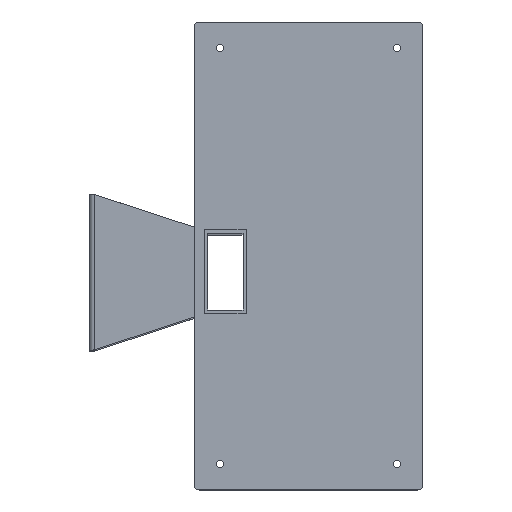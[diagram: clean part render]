
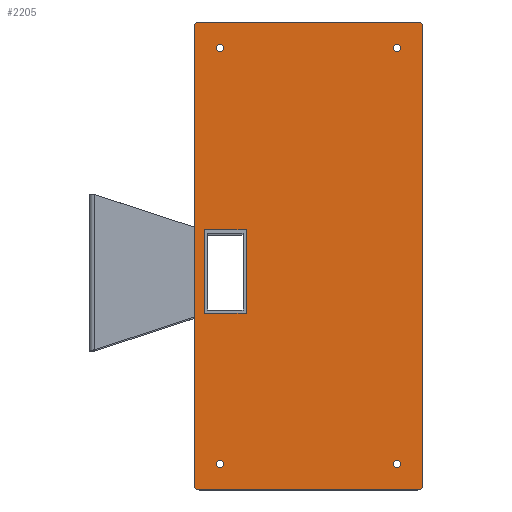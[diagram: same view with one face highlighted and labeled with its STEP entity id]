
A CAD part, top view. The second image highlights one B-rep face of the part: STEP entity #2205.
In plain terms, the highlighted planar face has unit normal (0, 0, 1).
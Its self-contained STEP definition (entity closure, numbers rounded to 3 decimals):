
#12 = CARTESIAN_POINT ( 'NONE',  ( -25., -210., 5. ) ) ;
#97 = CARTESIAN_POINT ( 'NONE',  ( -5., 215., 5. ) ) ;
#106 = EDGE_CURVE ( 'NONE', #1192, #844, #1538, .T. ) ;
#116 = CARTESIAN_POINT ( 'NONE',  ( 185., -210., 5. ) ) ;
#129 = EDGE_CURVE ( 'NONE', #1635, #1635, #800, .T. ) ;
#141 = EDGE_LOOP ( 'NONE', ( #1803 ) ) ;
#150 = VECTOR ( 'NONE', #2206, 1000. ) ;
#169 = DIRECTION ( 'NONE',  ( 0., 0., 1. ) ) ;
#196 = EDGE_CURVE ( 'NONE', #1416, #2187, #209, .T. ) ;
#207 = CARTESIAN_POINT ( 'NONE',  ( -5., -185., 5. ) ) ;
#209 = CIRCLE ( 'NONE', #1516, 5. ) ;
#233 = CARTESIAN_POINT ( 'NONE',  ( 20., 40., 5. ) ) ;
#243 = LINE ( 'NONE', #1839, #1789 ) ;
#246 = DIRECTION ( 'NONE',  ( -1., 0., 0. ) ) ;
#258 = DIRECTION ( 'NONE',  ( 0., 0., 1. ) ) ;
#265 = ORIENTED_EDGE ( 'NONE', *, *, #1102, .T. ) ;
#267 = EDGE_CURVE ( 'NONE', #1497, #1384, #1546, .T. ) ;
#282 = DIRECTION ( 'NONE',  ( 1., 0., 0. ) ) ;
#306 = ORIENTED_EDGE ( 'NONE', *, *, #598, .T. ) ;
#314 = DIRECTION ( 'NONE',  ( 0., 1., 0. ) ) ;
#342 = ORIENTED_EDGE ( 'NONE', *, *, #1179, .F. ) ;
#359 = EDGE_CURVE ( 'NONE', #1467, #1192, #1621, .T. ) ;
#364 = AXIS2_PLACEMENT_3D ( 'NONE', #97, #732, #2199 ) ;
#386 = DIRECTION ( 'NONE',  ( 1., 0., 0. ) ) ;
#395 = CARTESIAN_POINT ( 'NONE',  ( 185., 240., 5. ) ) ;
#404 = VERTEX_POINT ( 'NONE', #1145 ) ;
#430 = FACE_BOUND ( 'NONE', #1121, .T. ) ;
#431 = CARTESIAN_POINT ( 'NONE',  ( -25., 240., 5. ) ) ;
#436 = AXIS2_PLACEMENT_3D ( 'NONE', #2035, #1674, #1450 ) ;
#438 = CARTESIAN_POINT ( 'NONE',  ( 168.5, 215., 5. ) ) ;
#478 = CIRCLE ( 'NONE', #1670, 3.5 ) ;
#494 = CARTESIAN_POINT ( 'NONE',  ( 165., 215., 5. ) ) ;
#511 = LINE ( 'NONE', #1219, #1057 ) ;
#512 = ORIENTED_EDGE ( 'NONE', *, *, #668, .T. ) ;
#530 = AXIS2_PLACEMENT_3D ( 'NONE', #925, #169, #1879 ) ;
#538 = CARTESIAN_POINT ( 'NONE',  ( -30., -205., 5. ) ) ;
#548 = FACE_BOUND ( 'NONE', #141, .T. ) ;
#559 = VECTOR ( 'NONE', #386, 1000. ) ;
#598 = EDGE_CURVE ( 'NONE', #2187, #688, #511, .T. ) ;
#599 = CARTESIAN_POINT ( 'NONE',  ( -30., 235., 5. ) ) ;
#625 = CARTESIAN_POINT ( 'NONE',  ( -20., -40., 5. ) ) ;
#629 = CARTESIAN_POINT ( 'NONE',  ( 190., 235., 5. ) ) ;
#652 = DIRECTION ( 'NONE',  ( 0., 1., 0. ) ) ;
#655 = DIRECTION ( 'NONE',  ( 0., 0., 1. ) ) ;
#659 = LINE ( 'NONE', #1582, #2043 ) ;
#668 = EDGE_CURVE ( 'NONE', #1384, #1420, #678, .T. ) ;
#678 = CIRCLE ( 'NONE', #755, 5. ) ;
#679 = CIRCLE ( 'NONE', #530, 5. ) ;
#688 = VERTEX_POINT ( 'NONE', #431 ) ;
#732 = DIRECTION ( 'NONE',  ( 0., 0., 1. ) ) ;
#740 = VECTOR ( 'NONE', #1433, 1000. ) ;
#747 = ORIENTED_EDGE ( 'NONE', *, *, #129, .F. ) ;
#748 = FACE_BOUND ( 'NONE', #2005, .T. ) ;
#754 = CARTESIAN_POINT ( 'NONE',  ( 168.5, -185., 5. ) ) ;
#755 = AXIS2_PLACEMENT_3D ( 'NONE', #2029, #258, #2169 ) ;
#764 = EDGE_CURVE ( 'NONE', #688, #1497, #868, .T. ) ;
#787 = AXIS2_PLACEMENT_3D ( 'NONE', #494, #1207, #2232 ) ;
#800 = CIRCLE ( 'NONE', #1344, 3.5 ) ;
#815 = DIRECTION ( 'NONE',  ( 0., -1., 0. ) ) ;
#820 = EDGE_CURVE ( 'NONE', #2088, #1467, #243, .T. ) ;
#844 = VERTEX_POINT ( 'NONE', #1762 ) ;
#863 = DIRECTION ( 'NONE',  ( 1., 0., 0. ) ) ;
#865 = AXIS2_PLACEMENT_3D ( 'NONE', #1634, #1964, #863 ) ;
#868 = CIRCLE ( 'NONE', #436, 5. ) ;
#903 = DIRECTION ( 'NONE',  ( -1., 0., 0. ) ) ;
#925 = CARTESIAN_POINT ( 'NONE',  ( 185., -205., 5. ) ) ;
#933 = CIRCLE ( 'NONE', #364, 3.5 ) ;
#937 = CARTESIAN_POINT ( 'NONE',  ( -1.5, 215., 5. ) ) ;
#971 = ORIENTED_EDGE ( 'NONE', *, *, #196, .T. ) ;
#1017 = VERTEX_POINT ( 'NONE', #438 ) ;
#1052 = FACE_OUTER_BOUND ( 'NONE', #2078, .T. ) ;
#1057 = VECTOR ( 'NONE', #1818, 1000. ) ;
#1102 = EDGE_CURVE ( 'NONE', #1420, #2109, #1398, .T. ) ;
#1121 = EDGE_LOOP ( 'NONE', ( #1918 ) ) ;
#1124 = EDGE_CURVE ( 'NONE', #1154, #1154, #478, .T. ) ;
#1145 = CARTESIAN_POINT ( 'NONE',  ( 190., -205., 5. ) ) ;
#1146 = CARTESIAN_POINT ( 'NONE',  ( -30., -205., 5. ) ) ;
#1154 = VERTEX_POINT ( 'NONE', #1857 ) ;
#1172 = CARTESIAN_POINT ( 'NONE',  ( -25., -210., 5. ) ) ;
#1179 = EDGE_CURVE ( 'NONE', #844, #2088, #659, .T. ) ;
#1186 = CARTESIAN_POINT ( 'NONE',  ( -20., -40., 5. ) ) ;
#1192 = VERTEX_POINT ( 'NONE', #1584 ) ;
#1207 = DIRECTION ( 'NONE',  ( 0., 0., 1. ) ) ;
#1219 = CARTESIAN_POINT ( 'NONE',  ( -25., 240., 5. ) ) ;
#1229 = EDGE_CURVE ( 'NONE', #2109, #404, #679, .T. ) ;
#1233 = DIRECTION ( 'NONE',  ( 0., 0., 1. ) ) ;
#1290 = DIRECTION ( 'NONE',  ( 0., 0., 1. ) ) ;
#1338 = FACE_BOUND ( 'NONE', #1722, .T. ) ;
#1344 = AXIS2_PLACEMENT_3D ( 'NONE', #1571, #655, #1941 ) ;
#1384 = VERTEX_POINT ( 'NONE', #1146 ) ;
#1398 = LINE ( 'NONE', #1172, #559 ) ;
#1416 = VERTEX_POINT ( 'NONE', #629 ) ;
#1420 = VERTEX_POINT ( 'NONE', #12 ) ;
#1433 = DIRECTION ( 'NONE',  ( 0., -1., 0. ) ) ;
#1450 = DIRECTION ( 'NONE',  ( -1., 0., 0. ) ) ;
#1467 = VERTEX_POINT ( 'NONE', #1186 ) ;
#1497 = VERTEX_POINT ( 'NONE', #599 ) ;
#1516 = AXIS2_PLACEMENT_3D ( 'NONE', #2037, #1233, #903 ) ;
#1536 = ORIENTED_EDGE ( 'NONE', *, *, #1229, .T. ) ;
#1538 = LINE ( 'NONE', #233, #1825 ) ;
#1546 = LINE ( 'NONE', #538, #740 ) ;
#1571 = CARTESIAN_POINT ( 'NONE',  ( 165., -185., 5. ) ) ;
#1582 = CARTESIAN_POINT ( 'NONE',  ( -20., 40., 5. ) ) ;
#1584 = CARTESIAN_POINT ( 'NONE',  ( 20., -40., 5. ) ) ;
#1601 = ORIENTED_EDGE ( 'NONE', *, *, #1709, .F. ) ;
#1621 = LINE ( 'NONE', #625, #150 ) ;
#1634 = CARTESIAN_POINT ( 'NONE',  ( 185., -205., 5. ) ) ;
#1635 = VERTEX_POINT ( 'NONE', #754 ) ;
#1645 = EDGE_CURVE ( 'NONE', #1017, #1017, #1779, .T. ) ;
#1660 = CARTESIAN_POINT ( 'NONE',  ( 190., -205., 5. ) ) ;
#1670 = AXIS2_PLACEMENT_3D ( 'NONE', #207, #1290, #282 ) ;
#1674 = DIRECTION ( 'NONE',  ( 0., 0., 1. ) ) ;
#1675 = EDGE_LOOP ( 'NONE', ( #747 ) ) ;
#1700 = ORIENTED_EDGE ( 'NONE', *, *, #359, .F. ) ;
#1709 = EDGE_CURVE ( 'NONE', #2217, #2217, #933, .T. ) ;
#1722 = EDGE_LOOP ( 'NONE', ( #1601 ) ) ;
#1751 = FACE_BOUND ( 'NONE', #1675, .T. ) ;
#1762 = CARTESIAN_POINT ( 'NONE',  ( 20., 40., 5. ) ) ;
#1763 = ORIENTED_EDGE ( 'NONE', *, *, #267, .T. ) ;
#1779 = CIRCLE ( 'NONE', #787, 3.5 ) ;
#1789 = VECTOR ( 'NONE', #815, 1000. ) ;
#1803 = ORIENTED_EDGE ( 'NONE', *, *, #1124, .F. ) ;
#1818 = DIRECTION ( 'NONE',  ( -1., 0., 0. ) ) ;
#1823 = VECTOR ( 'NONE', #314, 1000. ) ;
#1825 = VECTOR ( 'NONE', #652, 1000. ) ;
#1839 = CARTESIAN_POINT ( 'NONE',  ( -20., 40., 5. ) ) ;
#1857 = CARTESIAN_POINT ( 'NONE',  ( -1.5, -185., 5. ) ) ;
#1878 = EDGE_CURVE ( 'NONE', #404, #1416, #2089, .T. ) ;
#1879 = DIRECTION ( 'NONE',  ( 1., 0., 0. ) ) ;
#1918 = ORIENTED_EDGE ( 'NONE', *, *, #1645, .F. ) ;
#1936 = ORIENTED_EDGE ( 'NONE', *, *, #1878, .T. ) ;
#1941 = DIRECTION ( 'NONE',  ( 1., 0., 0. ) ) ;
#1964 = DIRECTION ( 'NONE',  ( 0., 0., 1. ) ) ;
#1978 = ORIENTED_EDGE ( 'NONE', *, *, #820, .F. ) ;
#2005 = EDGE_LOOP ( 'NONE', ( #1700, #1978, #342, #2119 ) ) ;
#2029 = CARTESIAN_POINT ( 'NONE',  ( -25., -205., 5. ) ) ;
#2035 = CARTESIAN_POINT ( 'NONE',  ( -25., 235., 5. ) ) ;
#2037 = CARTESIAN_POINT ( 'NONE',  ( 185., 235., 5. ) ) ;
#2043 = VECTOR ( 'NONE', #246, 1000. ) ;
#2076 = CARTESIAN_POINT ( 'NONE',  ( -20., 40., 5. ) ) ;
#2078 = EDGE_LOOP ( 'NONE', ( #1536, #1936, #971, #306, #2265, #1763, #512, #265 ) ) ;
#2088 = VERTEX_POINT ( 'NONE', #2076 ) ;
#2089 = LINE ( 'NONE', #1660, #1823 ) ;
#2109 = VERTEX_POINT ( 'NONE', #116 ) ;
#2119 = ORIENTED_EDGE ( 'NONE', *, *, #106, .F. ) ;
#2169 = DIRECTION ( 'NONE',  ( -1., 0., 0. ) ) ;
#2172 = PLANE ( 'NONE',  #865 ) ;
#2187 = VERTEX_POINT ( 'NONE', #395 ) ;
#2199 = DIRECTION ( 'NONE',  ( 1., 0., 0. ) ) ;
#2205 = ADVANCED_FACE ( 'NONE', ( #1338, #430, #548, #1751, #1052, #748 ), #2172, .T. ) ;
#2206 = DIRECTION ( 'NONE',  ( 1., 0., 0. ) ) ;
#2217 = VERTEX_POINT ( 'NONE', #937 ) ;
#2232 = DIRECTION ( 'NONE',  ( 1., 0., 0. ) ) ;
#2265 = ORIENTED_EDGE ( 'NONE', *, *, #764, .T. ) ;
